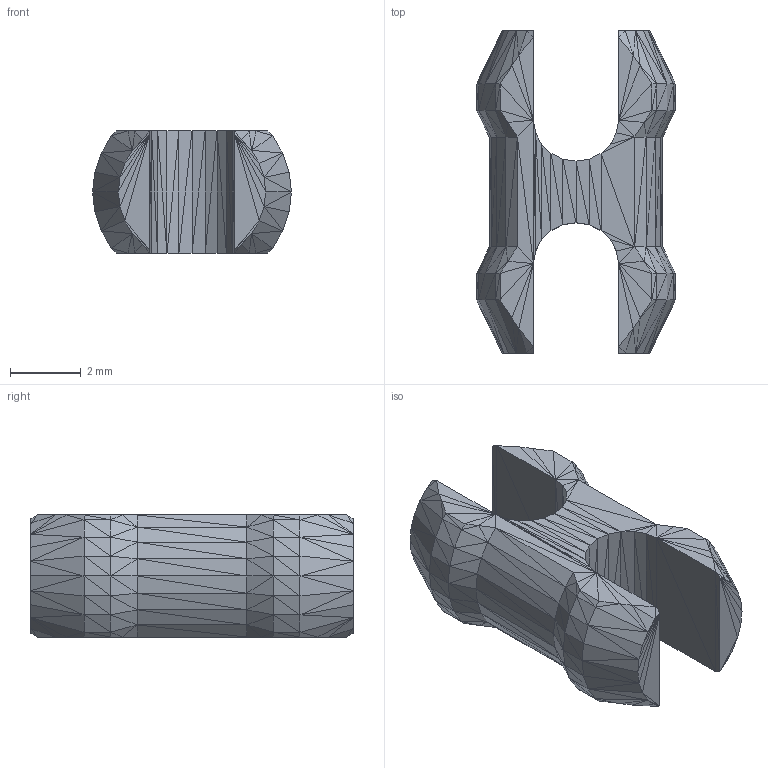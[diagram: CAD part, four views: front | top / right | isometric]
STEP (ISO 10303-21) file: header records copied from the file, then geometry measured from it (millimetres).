
FILE_DESCRIPTION (( 'STEP AP214' ), '1' );
FILE_NAME ('pin-1-1.STEP', '2023-09-13T03:51:56', ( '' ), ( '' ), 'SwSTEP 2.0', 'SolidWorks 2023', '' );
FILE_SCHEMA (( 'AUTOMOTIVE_DESIGN' ));
Length unit declared in the file: millimetre
Products named in the file (1): pin-1-1
Bounding box: 5.62 x 9.1 x 3.45 mm (x, y, z)
Volume: 87.1 mm3; surface area: 174.1 mm2
Topology: 1 solids, 1 shells, 452 faces, 678 edges, 228 vertices
Faces by surface type: plane 452
Entity records: 8849 total; most frequent: DIRECTION 1584, CARTESIAN_POINT 1359, ORIENTED_EDGE 1356, VECTOR 678, EDGE_CURVE 678, LINE 678, AXIS2_PLACEMENT_3D 453, ADVANCED_FACE 452
